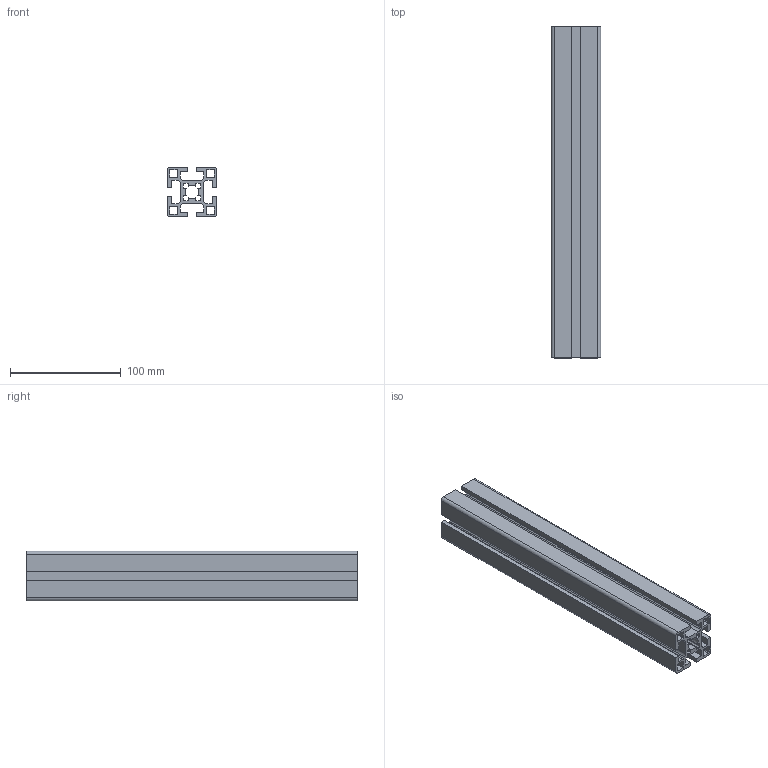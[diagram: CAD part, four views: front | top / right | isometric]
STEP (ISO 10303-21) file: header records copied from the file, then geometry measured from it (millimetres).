
FILE_DESCRIPTION (( 'STEP AP214' ), '1' );
FILE_NAME ('1728140447274.step', '2024-10-05T15:01:10', ( 'Windows User' ), ( '' ), 'SwSTEP 2.0', 'SolidWorks 2011', '' );
FILE_SCHEMA (( 'AUTOMOTIVE_DESIGN' ));
Length unit declared in the file: millimetre
Products named in the file (2): 1728140447274; 1.11.045045.43SPx300.00(1)
Assembly tree (1 placements, depth 2):
  1728140447274
    1.11.045045.43SPx300.00(1)
Bounding box: 45 x 300 x 45 mm (x, y, z)
Volume: 235316.3 mm3; surface area: 171165.3 mm2
Topology: 1 solids, 1 shells, 135 faces, 399 edges, 266 vertices
Faces by surface type: plane 78, cylinder 57
Entity records: 4613 total; most frequent: CARTESIAN_POINT 804, ORIENTED_EDGE 798, DIRECTION 791, EDGE_CURVE 399, LINE 285, VECTOR 285, VERTEX_POINT 266, AXIS2_PLACEMENT_3D 253
